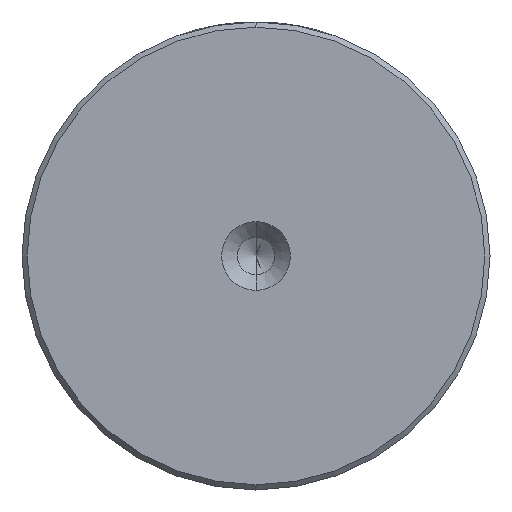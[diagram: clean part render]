
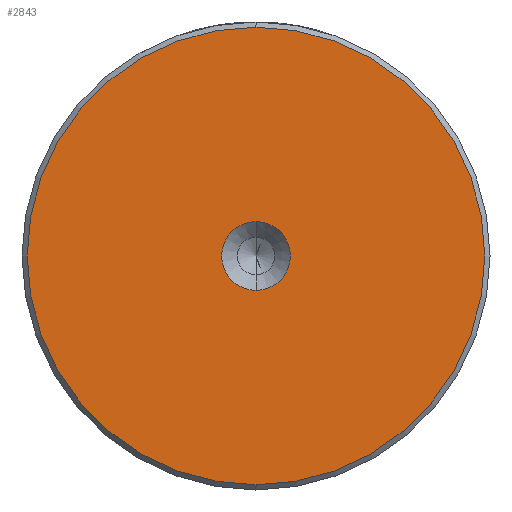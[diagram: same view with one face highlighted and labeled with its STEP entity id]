
A CAD part, left-side view. The second image highlights one B-rep face of the part: STEP entity #2843.
In plain terms, the highlighted planar face has unit normal (-1, 0, 0).
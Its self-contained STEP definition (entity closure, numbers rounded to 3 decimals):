
#14 = AXIS2_PLACEMENT_3D ( 'NONE', #69, #1675, #291 ) ;
#42 = EDGE_LOOP ( 'NONE', ( #2567, #1166 ) ) ;
#69 = CARTESIAN_POINT ( 'NONE',  ( 0., 0., 0. ) ) ;
#73 = CIRCLE ( 'NONE', #2361, 22. ) ;
#123 = EDGE_CURVE ( 'NONE', #2918, #535, #417, .T. ) ;
#215 = EDGE_CURVE ( 'NONE', #1195, #1376, #262, .T. ) ;
#262 = CIRCLE ( 'NONE', #1086, 3.3 ) ;
#291 = DIRECTION ( 'NONE',  ( 0., 0., 1. ) ) ;
#299 = AXIS2_PLACEMENT_3D ( 'NONE', #1747, #363, #1993 ) ;
#363 = DIRECTION ( 'NONE',  ( -1., 0., 0. ) ) ;
#382 = AXIS2_PLACEMENT_3D ( 'NONE', #1569, #654, #423 ) ;
#417 = CIRCLE ( 'NONE', #14, 22. ) ;
#423 = DIRECTION ( 'NONE',  ( 0., 0., 1. ) ) ;
#461 = DIRECTION ( 'NONE',  ( -1., 0., 0. ) ) ;
#512 = CARTESIAN_POINT ( 'NONE',  ( 0., 0., -22. ) ) ;
#535 = VERTEX_POINT ( 'NONE', #512 ) ;
#654 = DIRECTION ( 'NONE',  ( -1., 0., 0. ) ) ;
#686 = CARTESIAN_POINT ( 'NONE',  ( 0., 0., 22. ) ) ;
#1049 = EDGE_CURVE ( 'NONE', #1376, #1195, #2679, .T. ) ;
#1086 = AXIS2_PLACEMENT_3D ( 'NONE', #1254, #2876, #1481 ) ;
#1166 = ORIENTED_EDGE ( 'NONE', *, *, #215, .F. ) ;
#1195 = VERTEX_POINT ( 'NONE', #2256 ) ;
#1254 = CARTESIAN_POINT ( 'NONE',  ( 0., 0., 0. ) ) ;
#1345 = PLANE ( 'NONE',  #382 ) ;
#1376 = VERTEX_POINT ( 'NONE', #1918 ) ;
#1481 = DIRECTION ( 'NONE',  ( 0., 0., 1. ) ) ;
#1569 = CARTESIAN_POINT ( 'NONE',  ( 0., 0., 0. ) ) ;
#1615 = FACE_OUTER_BOUND ( 'NONE', #2183, .T. ) ;
#1675 = DIRECTION ( 'NONE',  ( -1., 0., 0. ) ) ;
#1747 = CARTESIAN_POINT ( 'NONE',  ( 0., 0., 0. ) ) ;
#1844 = CARTESIAN_POINT ( 'NONE',  ( 0., 0., 0. ) ) ;
#1918 = CARTESIAN_POINT ( 'NONE',  ( 0., 0., 3.3 ) ) ;
#1993 = DIRECTION ( 'NONE',  ( 0., 0., 1. ) ) ;
#2080 = DIRECTION ( 'NONE',  ( 0., 0., 1. ) ) ;
#2149 = EDGE_CURVE ( 'NONE', #535, #2918, #73, .T. ) ;
#2183 = EDGE_LOOP ( 'NONE', ( #2912, #2229 ) ) ;
#2229 = ORIENTED_EDGE ( 'NONE', *, *, #123, .T. ) ;
#2256 = CARTESIAN_POINT ( 'NONE',  ( 0., 0., -3.3 ) ) ;
#2361 = AXIS2_PLACEMENT_3D ( 'NONE', #1844, #461, #2080 ) ;
#2567 = ORIENTED_EDGE ( 'NONE', *, *, #1049, .F. ) ;
#2679 = CIRCLE ( 'NONE', #299, 3.3 ) ;
#2843 = ADVANCED_FACE ( 'NONE', ( #1615, #2939 ), #1345, .T. ) ;
#2876 = DIRECTION ( 'NONE',  ( -1., 0., 0. ) ) ;
#2912 = ORIENTED_EDGE ( 'NONE', *, *, #2149, .T. ) ;
#2918 = VERTEX_POINT ( 'NONE', #686 ) ;
#2939 = FACE_BOUND ( 'NONE', #42, .T. ) ;
